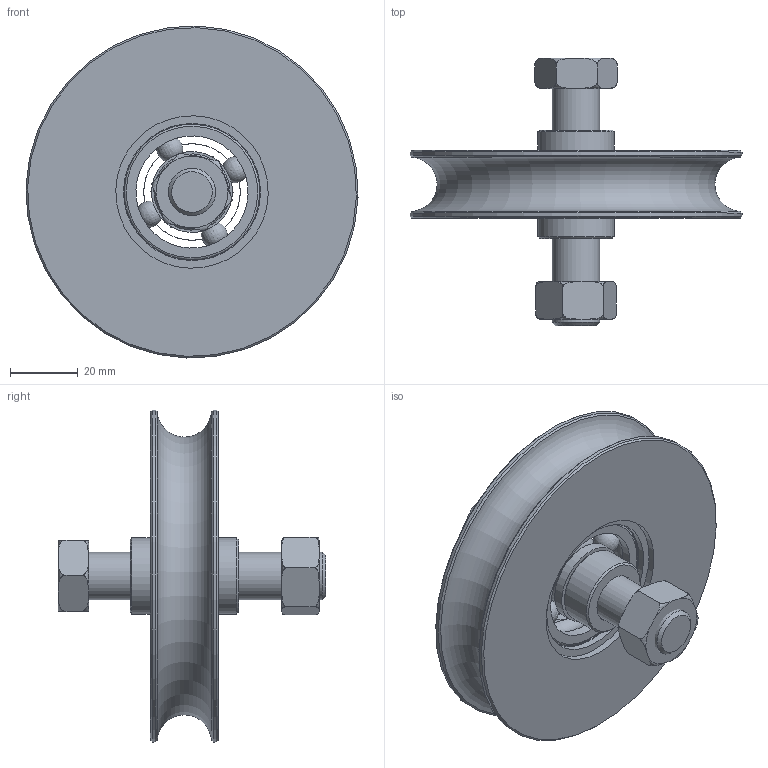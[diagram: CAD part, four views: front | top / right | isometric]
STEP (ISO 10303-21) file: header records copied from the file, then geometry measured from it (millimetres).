
FILE_DESCRIPTION(/* description */ (''),/* implementation_level */ '2;1');
FILE_NAME(/* name */ '20101R16.stp',/* time_stamp */ '2019-08-08T08:51:29+02:00',/* author */ ('DOMINIQUE'),/* organization */ (''),/* preprocessor_version */ 'ST-DEVELOPER v17.2',/* originating_system */ 'Autodesk Inventor 2019',/* authorisation */ '');
FILE_SCHEMA (('AUTOMOTIVE_DESIGN { 1 0 10303 214 3 1 1 }'));
Length unit declared in the file: millimetre
Products named in the file (1): 20101R16
Bounding box: 97.95 x 79 x 97.95 mm (x, y, z)
Volume: 126175.5 mm3; surface area: 40044.3 mm2
Topology: 8 solids, 8 shells, 102 faces, 246 edges, 165 vertices
Faces by surface type: plane 33, torus 31, cylinder 20, cone 14, sphere 4
Full cylindrical faces by diameter (mm): 11.835 x1, 14 x1, 14.5 x2, 17 x3, 22.5 x2, 23.9 x2, 33.1 x2, 36.5 x1, 40 x2, 40.4 x1, 45 x1, 98 x2
Entity records: 3717 total; most frequent: CARTESIAN_POINT 1034, DIRECTION 564, ORIENTED_EDGE 492, AXIS2_PLACEMENT_3D 253, EDGE_CURVE 246, VERTEX_POINT 181, CIRCLE 142, EDGE_LOOP 137
